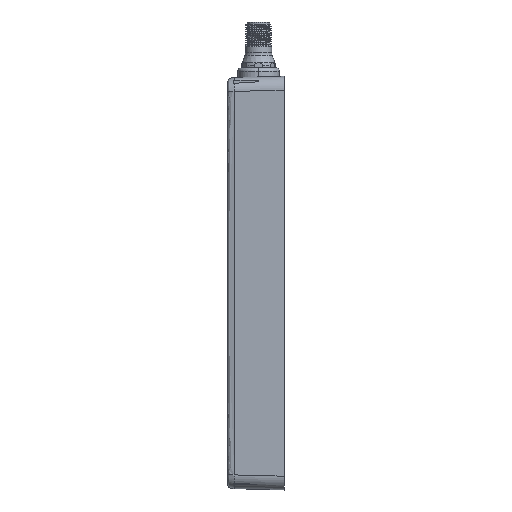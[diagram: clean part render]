
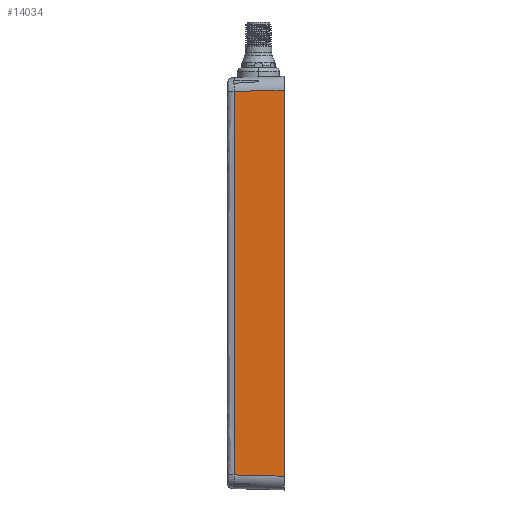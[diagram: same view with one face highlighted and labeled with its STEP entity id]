
A CAD part, left-side view. The second image highlights one B-rep face of the part: STEP entity #14034.
In plain terms, the highlighted planar face has unit normal (-1, 0.026, 0).
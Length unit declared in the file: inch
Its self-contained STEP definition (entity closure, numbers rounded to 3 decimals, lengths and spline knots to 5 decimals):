
#73=CARTESIAN_POINT('',(-3.54528,0.,-3.47115));
#87=DIRECTION('',(0.,0.,-1.));
#88=VECTOR('',#87,6.9423);
#89=CARTESIAN_POINT('',(-3.54528,0.,3.47115));
#90=LINE('',#89,#88);
#103=CARTESIAN_POINT('',(-3.54528,0.,3.47115));
#1359=DIRECTION('',(0.,0.,1.));
#1360=VECTOR('',#1359,6.89528);
#1361=CARTESIAN_POINT('',(-3.52177,0.89773,
-3.44764));
#1362=LINE('',#1361,#1360);
#1363=DIRECTION('',(-0.026,-0.999,0.026));
#1364=VECTOR('',#1363,0.89835);
#1365=CARTESIAN_POINT('',(-3.52177,0.89773,
3.44764));
#1366=LINE('',#1365,#1364);
#1367=DIRECTION('',(-0.026,-0.999,-0.026));
#1368=VECTOR('',#1367,0.89835);
#1369=CARTESIAN_POINT('',(-3.52177,0.89773,
-3.44764));
#1370=LINE('',#1369,#1368);
#11860=VERTEX_POINT('',#103);
#11861=VERTEX_POINT('',#73);
#11886=CARTESIAN_POINT('',(-3.52177,0.89773,
-3.44764));
#11887=CARTESIAN_POINT('',(-3.52177,0.89773,
3.44764));
#11888=VERTEX_POINT('',#11886);
#11889=VERTEX_POINT('',#11887);
#14023=CARTESIAN_POINT('',(-3.54528,0.,-3.76933));
#14024=DIRECTION('',(-1.,0.026,0.));
#14025=DIRECTION('',(0.,0.,-1.));
#14026=AXIS2_PLACEMENT_3D('',#14023,#14024,#14025);
#14027=PLANE('',#14026);
#14028=ORIENTED_EDGE('',*,*,#13459,.T.);
#14029=ORIENTED_EDGE('',*,*,#13294,.T.);
#14030=ORIENTED_EDGE('',*,*,#12919,.T.);
#14031=ORIENTED_EDGE('',*,*,#14013,.F.);
#14032=EDGE_LOOP('',(#14028,#14029,#14030,#14031));
#14033=FACE_OUTER_BOUND('',#14032,.F.);
#14034=ADVANCED_FACE('',(#14033),#14027,.T.);
#12919=EDGE_CURVE('',#11860,#11861,#90,.T.);
#13294=EDGE_CURVE('',#11889,#11860,#1366,.T.);
#13459=EDGE_CURVE('',#11888,#11889,#1362,.T.);
#14013=EDGE_CURVE('',#11888,#11861,#1370,.T.);
